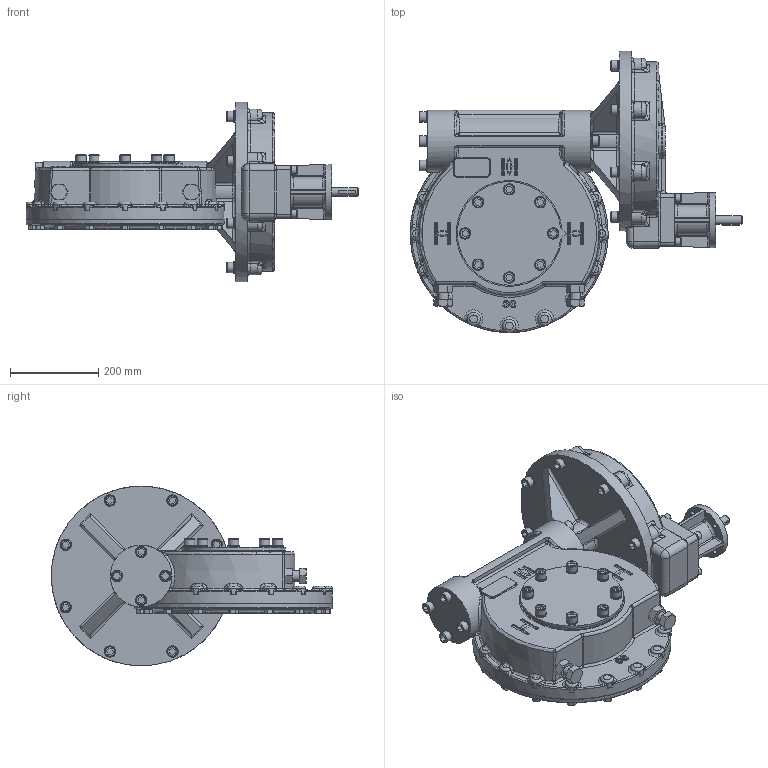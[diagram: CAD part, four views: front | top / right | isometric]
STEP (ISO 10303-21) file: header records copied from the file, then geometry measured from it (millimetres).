
FILE_DESCRIPTION(/* description */ ('Unknown'),/* implementation_level */ '2;1');
FILE_NAME(/* name */ 'PUB-IW72-IR2L_SOLID_0-1',/* time_stamp */ '2019-11-12T15:41:32+00:00',/* author */ ('Unknown'),/* organization */ ('Unknown'),/* preprocessor_version */ 'ST-DEVELOPER v16.7',/* originating_system */ 'DEX',/* authorisation */ $);
FILE_SCHEMA (('AUTOMOTIVE_DESIGN {1 0 10303 214 3 1 1}'));
Products named in the file (1): PUB-IW72-IR2L_SOLID_0-1
Bounding box: 753.58 x 638.63 x 408 mm (x, y, z)
Volume: 32720031.2 mm3; surface area: 1264180.2 mm2
Topology: 1 solids, 1 shells, 4447 faces, 11928 edges, 7541 vertices
Faces by surface type: plane 3457, cylinder 324, bspline 269, torus 186, cone 177, sphere 34
Full cylindrical faces by diameter (mm): 10.5 x4, 13.835 x16, 18 x4, 19 x20, 20 x1, 24 x26, 25.4 x48, 50 x1, 50.2 x1, 54.7 x1, 55.11 x1, 70.05 x1, 125 x1, 140 x1, 170 x1, 230 x1, 230.07 x1, 240.25 x1, 408 x1
Entity records: 146962 total; most frequent: CARTESIAN_POINT 43836, ORIENTED_EDGE 23108, DIRECTION 18960, EDGE_CURVE 11554, LINE 7926, VECTOR 7926, VERTEX_POINT 7461, AXIS2_PLACEMENT_3D 5517
